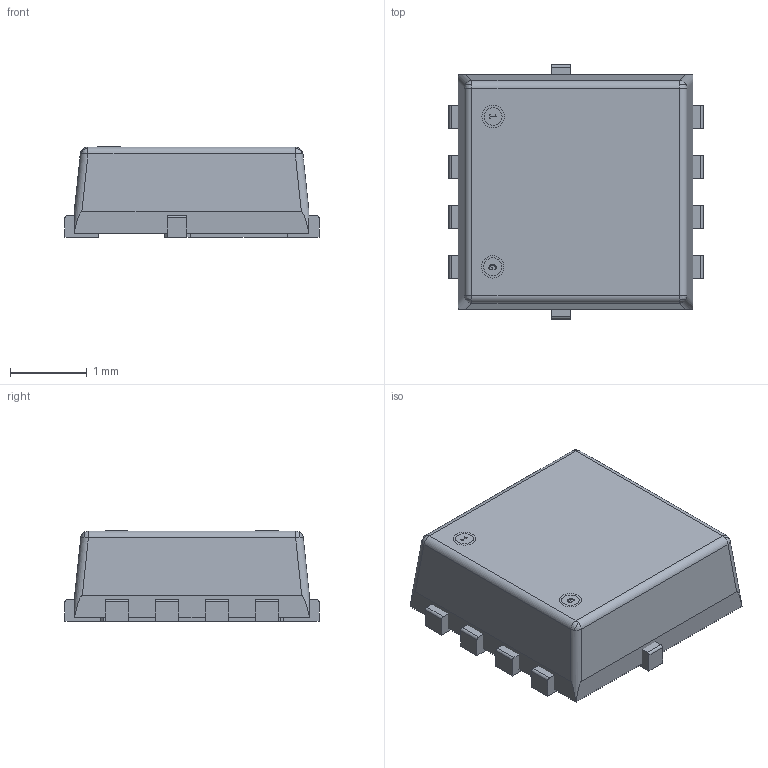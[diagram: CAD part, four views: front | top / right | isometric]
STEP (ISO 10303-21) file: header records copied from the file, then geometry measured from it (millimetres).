
FILE_DESCRIPTION (( 'STEP AP214' ), '1' );
FILE_NAME ('SIS412DN-T1-GE3.STEP', '2024-10-18T04:09:05', ( '' ), ( '' ), 'SwSTEP 2.0', 'SolidWorks 2023', '' );
FILE_SCHEMA (( 'AUTOMOTIVE_DESIGN' ));
Length unit declared in the file: inch
Products named in the file (4): body; SIS412DN-T1-GE3; 1; Vishay logo
Assembly tree (3 placements, depth 2):
  SIS412DN-T1-GE3
    1
    Vishay logo
    body
Bounding box: 3.3 x 3.3 x 1.17 mm (x, y, z)
Volume: 11.3 mm3; surface area: 45.7 mm2
Topology: 10 solids, 10 shells, 142 faces, 366 edges, 236 vertices
Faces by surface type: plane 93, cylinder 26, bspline 23
Entity records: 6466 total; most frequent: CARTESIAN_POINT 1081, ORIENTED_EDGE 716, DIRECTION 634, EDGE_CURVE 358, VECTOR 256, LINE 256, VERTEX_POINT 236, AXIS2_PLACEMENT_3D 189
